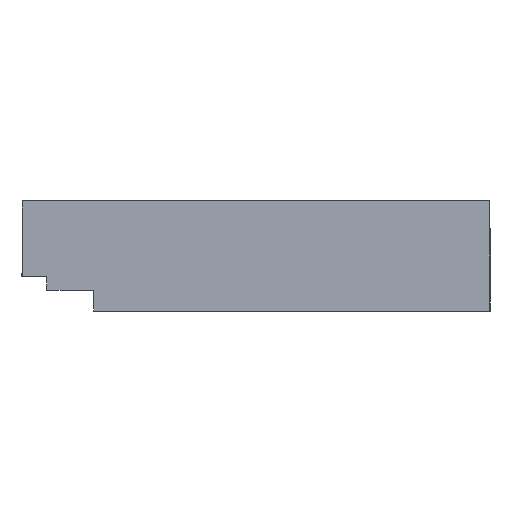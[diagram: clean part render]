
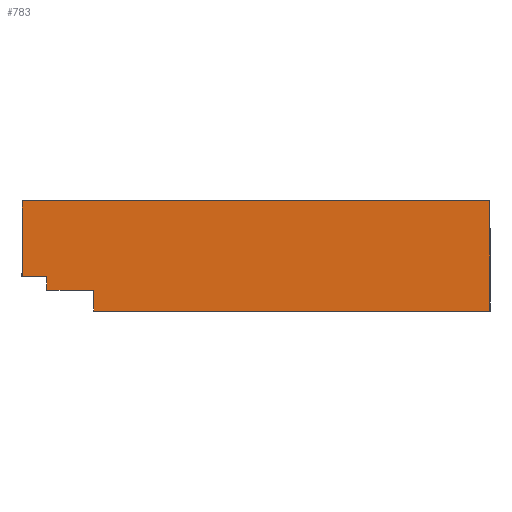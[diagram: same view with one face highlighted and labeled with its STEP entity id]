
A CAD part, left-side view. The second image highlights one B-rep face of the part: STEP entity #783.
In plain terms, the highlighted planar face has unit normal (-1, 0, 0).
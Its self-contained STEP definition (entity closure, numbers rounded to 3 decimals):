
#6 = LINE ( 'NONE', #1990, #1698 ) ;
#27 = VECTOR ( 'NONE', #1084, 1000. ) ;
#40 = CARTESIAN_POINT ( 'NONE',  ( 0., 0., 0. ) ) ;
#45 = DIRECTION ( 'NONE',  ( 0., 0., -1. ) ) ;
#59 = CARTESIAN_POINT ( 'NONE',  ( 0., 0., 8. ) ) ;
#86 = VECTOR ( 'NONE', #1123, 1000. ) ;
#146 = CARTESIAN_POINT ( 'NONE',  ( 0., 34., 0. ) ) ;
#263 = CARTESIAN_POINT ( 'NONE',  ( 0., 34., 2.5 ) ) ;
#269 = CARTESIAN_POINT ( 'NONE',  ( 0., 32.2, 1.5 ) ) ;
#300 = EDGE_CURVE ( 'NONE', #512, #892, #2030, .T. ) ;
#393 = DIRECTION ( 'NONE',  ( 0., 0., -1. ) ) ;
#432 = LINE ( 'NONE', #269, #27 ) ;
#449 = VERTEX_POINT ( 'NONE', #1574 ) ;
#450 = EDGE_CURVE ( 'NONE', #1910, #449, #1876, .T. ) ;
#462 = ORIENTED_EDGE ( 'NONE', *, *, #1070, .T. ) ;
#496 = EDGE_CURVE ( 'NONE', #449, #868, #432, .T. ) ;
#512 = VERTEX_POINT ( 'NONE', #603 ) ;
#530 = CARTESIAN_POINT ( 'NONE',  ( 0., 34., 8. ) ) ;
#581 = ORIENTED_EDGE ( 'NONE', *, *, #1792, .T. ) ;
#603 = CARTESIAN_POINT ( 'NONE',  ( 0., 28.8, 0. ) ) ;
#647 = AXIS2_PLACEMENT_3D ( 'NONE', #530, #1713, #753 ) ;
#689 = VERTEX_POINT ( 'NONE', #1885 ) ;
#713 = CARTESIAN_POINT ( 'NONE',  ( 0., 0., 8. ) ) ;
#732 = CARTESIAN_POINT ( 'NONE',  ( 0., 28.8, 1.5 ) ) ;
#746 = CARTESIAN_POINT ( 'NONE',  ( 0., 32.2, 1.5 ) ) ;
#753 = DIRECTION ( 'NONE',  ( 0., 0., -1. ) ) ;
#782 = VECTOR ( 'NONE', #45, 1000. ) ;
#783 = ADVANCED_FACE ( 'NONE', ( #1669 ), #1548, .F. ) ;
#868 = VERTEX_POINT ( 'NONE', #984 ) ;
#876 = ORIENTED_EDGE ( 'NONE', *, *, #300, .T. ) ;
#892 = VERTEX_POINT ( 'NONE', #40 ) ;
#904 = VECTOR ( 'NONE', #393, 1000. ) ;
#926 = LINE ( 'NONE', #746, #1982 ) ;
#931 = DIRECTION ( 'NONE',  ( 0., -1., 0. ) ) ;
#984 = CARTESIAN_POINT ( 'NONE',  ( 0., 32.2, 1.5 ) ) ;
#1070 = EDGE_CURVE ( 'NONE', #1872, #512, #6, .T. ) ;
#1084 = DIRECTION ( 'NONE',  ( 0., 0., -1. ) ) ;
#1123 = DIRECTION ( 'NONE',  ( 0., -1., 0. ) ) ;
#1160 = LINE ( 'NONE', #59, #782 ) ;
#1206 = LINE ( 'NONE', #1701, #904 ) ;
#1268 = DIRECTION ( 'NONE',  ( 0., -1., 0. ) ) ;
#1455 = VECTOR ( 'NONE', #1626, 1000. ) ;
#1458 = EDGE_CURVE ( 'NONE', #689, #1857, #1685, .T. ) ;
#1478 = ORIENTED_EDGE ( 'NONE', *, *, #450, .T. ) ;
#1483 = ORIENTED_EDGE ( 'NONE', *, *, #1689, .F. ) ;
#1548 = PLANE ( 'NONE',  #647 ) ;
#1574 = CARTESIAN_POINT ( 'NONE',  ( 0., 32.2, 2.5 ) ) ;
#1588 = CARTESIAN_POINT ( 'NONE',  ( 0., 34., 8. ) ) ;
#1626 = DIRECTION ( 'NONE',  ( 0., -1., 0. ) ) ;
#1669 = FACE_OUTER_BOUND ( 'NONE', #1853, .T. ) ;
#1677 = VECTOR ( 'NONE', #1268, 1000. ) ;
#1685 = LINE ( 'NONE', #1588, #86 ) ;
#1689 = EDGE_CURVE ( 'NONE', #1857, #892, #1160, .T. ) ;
#1698 = VECTOR ( 'NONE', #1847, 1000. ) ;
#1701 = CARTESIAN_POINT ( 'NONE',  ( 0., 34., 8. ) ) ;
#1713 = DIRECTION ( 'NONE',  ( 1., 0., 0. ) ) ;
#1759 = CARTESIAN_POINT ( 'NONE',  ( 0., 32.2, 2.5 ) ) ;
#1792 = EDGE_CURVE ( 'NONE', #689, #1910, #1206, .T. ) ;
#1822 = ORIENTED_EDGE ( 'NONE', *, *, #2009, .T. ) ;
#1847 = DIRECTION ( 'NONE',  ( 0., 0., -1. ) ) ;
#1853 = EDGE_LOOP ( 'NONE', ( #1822, #462, #876, #1483, #1960, #581, #1478, #2028 ) ) ;
#1857 = VERTEX_POINT ( 'NONE', #713 ) ;
#1872 = VERTEX_POINT ( 'NONE', #732 ) ;
#1876 = LINE ( 'NONE', #1759, #1455 ) ;
#1885 = CARTESIAN_POINT ( 'NONE',  ( 0., 34., 8. ) ) ;
#1910 = VERTEX_POINT ( 'NONE', #263 ) ;
#1960 = ORIENTED_EDGE ( 'NONE', *, *, #1458, .F. ) ;
#1982 = VECTOR ( 'NONE', #931, 1000. ) ;
#1990 = CARTESIAN_POINT ( 'NONE',  ( 0., 28.8, 1.5 ) ) ;
#2009 = EDGE_CURVE ( 'NONE', #868, #1872, #926, .T. ) ;
#2028 = ORIENTED_EDGE ( 'NONE', *, *, #496, .T. ) ;
#2030 = LINE ( 'NONE', #146, #1677 ) ;
